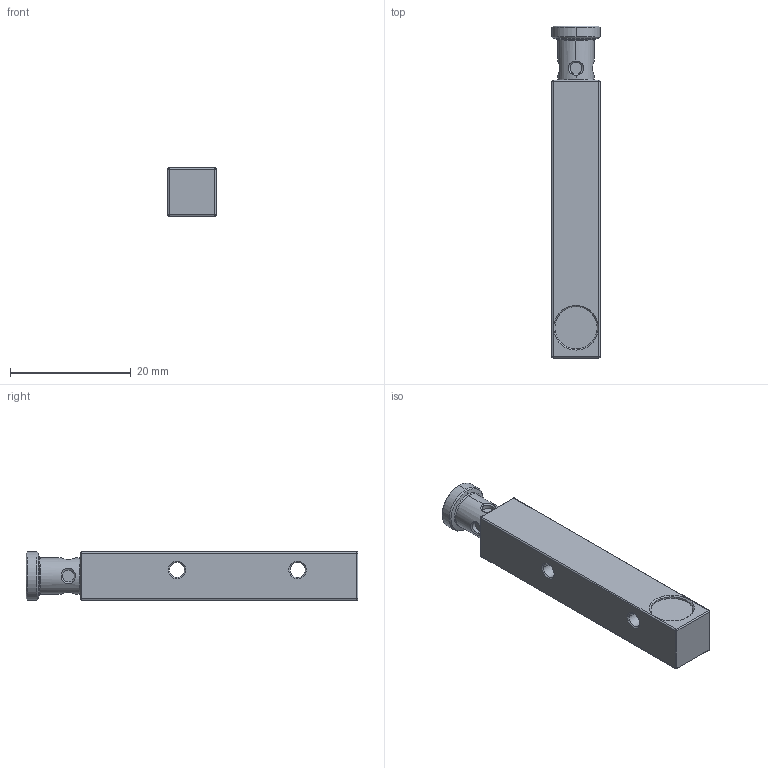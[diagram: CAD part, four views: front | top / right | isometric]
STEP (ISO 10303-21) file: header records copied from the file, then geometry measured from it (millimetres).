
FILE_DESCRIPTION((''),'2;1');
FILE_NAME('F41V3_E000218A','2007-03-08T',('Pepperl+Fuchs'),('Industriehansa'),'PRO/ENGINEER BY PARAMETRIC TECHNOLOGY CORPORATION, 2005290','PRO/ENGINEER BY PARAMETRIC TECHNOLOGY CORPORATION, 2005290','');
FILE_SCHEMA(('AUTOMOTIVE_DESIGN_CC2 { 1 2 10303 214 -1 1 5 2 }'));
Length unit declared in the file: millimetre
Products named in the file (1): F41V3_E000218A
Bounding box: 8 x 55 x 8 mm (x, y, z)
Volume: 3129.9 mm3; surface area: 1923 mm2
Topology: 1 solids, 1 shells, 82 faces, 226 edges, 158 vertices
Faces by surface type: cylinder 30, cone 16, plane 12, bspline 12, sphere 8, torus 4
Entity records: 4137 total; most frequent: CARTESIAN_POINT 1207, DIRECTION 434, ORIENTED_EDGE 340, PRESENTATION_STYLE_ASSIGNMENT 253, STYLED_ITEM 240, CURVE_STYLE 232, EDGE_CURVE 170, AXIS2_PLACEMENT_3D 161
